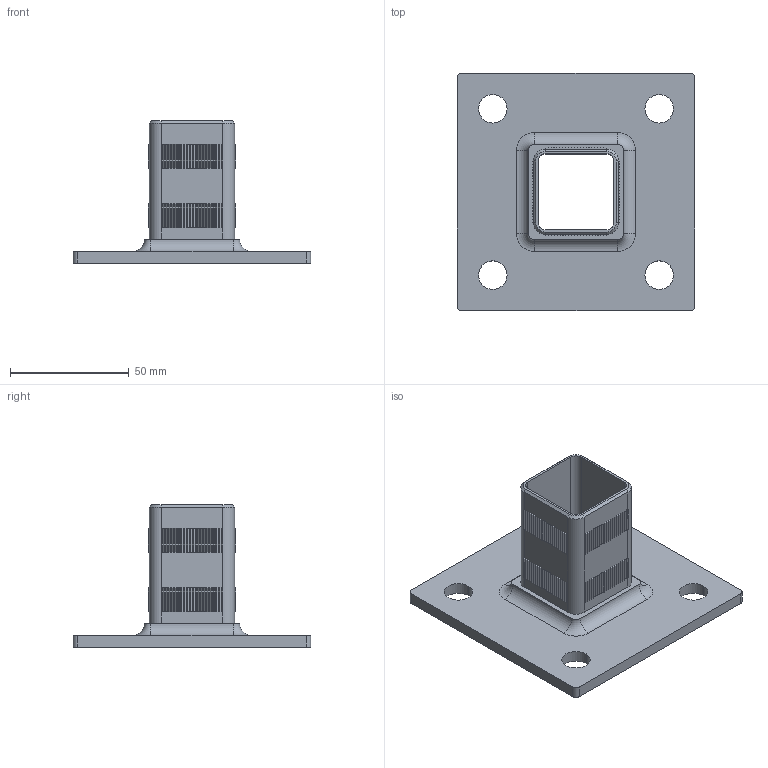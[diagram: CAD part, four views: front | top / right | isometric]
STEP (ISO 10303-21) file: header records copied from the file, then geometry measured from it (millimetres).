
FILE_DESCRIPTION (( 'STEP AP203' ), '1' );
FILE_NAME ('A_4941-040.STEP', '2020-12-02T14:46:23', ( '' ), ( '' ), 'SwSTEP 2.0', 'SolidWorks 2019', '' );
FILE_SCHEMA (( 'CONFIG_CONTROL_DESIGN' ));
Length unit declared in the file: millimetre
Products named in the file (1): A_4941-040
Bounding box: 100 x 100 x 60 mm (x, y, z)
Volume: 48887.7 mm3; surface area: 35256.1 mm2
Topology: 1 solids, 1 shells, 1345 faces, 3252 edges, 1912 vertices
Faces by surface type: plane 1245, cylinder 64, bspline 28, cone 4, torus 4
Entity records: 38727 total; most frequent: CARTESIAN_POINT 7806, ORIENTED_EDGE 6504, DIRECTION 6000, EDGE_CURVE 3252, LINE 3084, VECTOR 3084, VERTEX_POINT 1912, AXIS2_PLACEMENT_3D 1458
